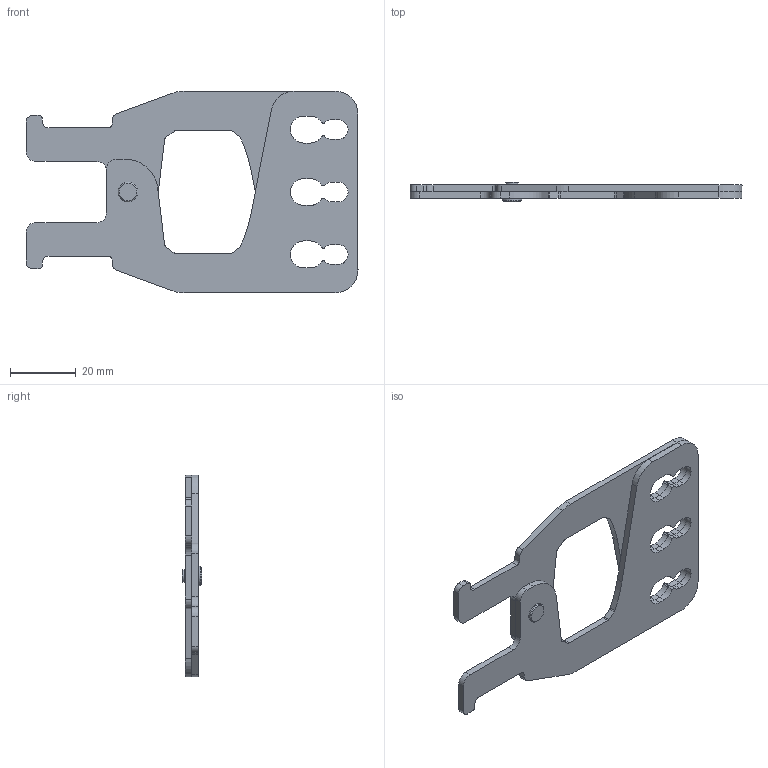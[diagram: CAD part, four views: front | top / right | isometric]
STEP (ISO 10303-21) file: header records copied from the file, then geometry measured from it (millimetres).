
FILE_DESCRIPTION (( 'STEP AP203' ), '1' );
FILE_NAME ('GCBX5-LCK-PL.step', '2021-09-02T13:05:18', ( '' ), ( '' ), 'SwSTEP 2.0', 'SolidWorks 2021', '' );
FILE_SCHEMA (( 'CONFIG_CONTROL_DESIGN' ));
Length unit declared in the file: inch
Products named in the file (1): GCBX5-LCK-PL
Bounding box: 101.01 x 5.8 x 61.41 mm (x, y, z)
Volume: 10774.6 mm3; surface area: 9569.2 mm2
Topology: 1 solids, 1 shells, 189 faces, 534 edges, 351 vertices
Faces by surface type: cylinder 111, plane 76, cone 2
Entity records: 6308 total; most frequent: DIRECTION 1151, CARTESIAN_POINT 1084, ORIENTED_EDGE 1068, EDGE_CURVE 534, AXIS2_PLACEMENT_3D 428, VERTEX_POINT 351, LINE 295, VECTOR 295
